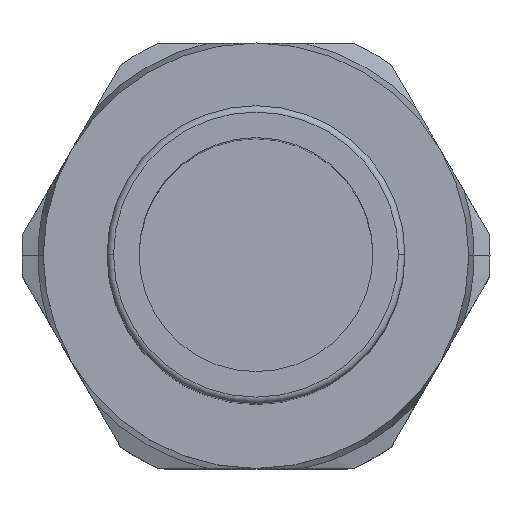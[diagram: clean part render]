
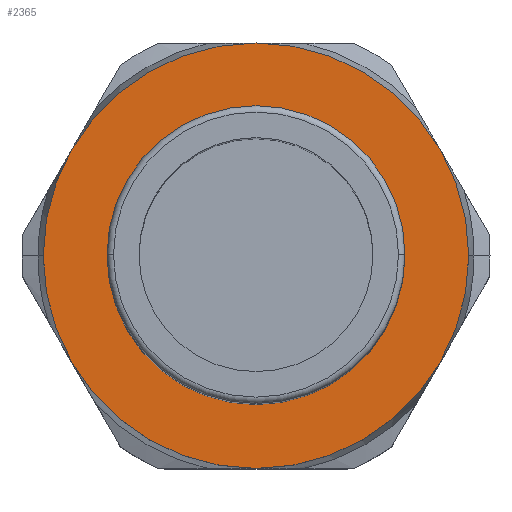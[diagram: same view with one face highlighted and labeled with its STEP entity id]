
A CAD part, top view. The second image highlights one B-rep face of the part: STEP entity #2365.
In plain terms, the highlighted planar face has unit normal (0, 0, 1).
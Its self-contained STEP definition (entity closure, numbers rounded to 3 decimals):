
#143=CARTESIAN_POINT('',(-10.,0.0,-6.6));
#144=VERTEX_POINT('',#143);
#187=CARTESIAN_POINT('',(10.,0.,-6.6));
#188=VERTEX_POINT('',#187);
#195=CARTESIAN_POINT('',(0.,0.0,-6.6));
#196=DIRECTION('',(0.0,0.0,1.0));
#197=DIRECTION('',(-1.0,0.0,0.0));
#198=AXIS2_PLACEMENT_3D('',#195,#196,#197);
#199=CIRCLE('',#198,10.);
#200=EDGE_CURVE('',#144,#188,#199,.T.);
#210=CARTESIAN_POINT('',(-7.,0.0,-6.6));
#211=VERTEX_POINT('',#210);
#220=CARTESIAN_POINT('',(7.,0.,-6.6));
#221=VERTEX_POINT('',#220);
#222=CARTESIAN_POINT('',(0.,0.0,-6.6));
#223=DIRECTION('',(0.0,0.0,1.0));
#224=DIRECTION('',(-1.0,0.0,0.0));
#225=AXIS2_PLACEMENT_3D('',#222,#223,#224);
#226=CIRCLE('',#225,7.);
#227=EDGE_CURVE('',#211,#221,#226,.T.);
#2321=CARTESIAN_POINT('',(0.,0.0,-6.6));
#2322=DIRECTION('',(0.0,0.0,1.0));
#2323=DIRECTION('',(-1.0,0.0,0.0));
#2324=AXIS2_PLACEMENT_3D('',#2321,#2322,#2323);
#2325=CIRCLE('',#2324,7.);
#2326=EDGE_CURVE('',#221,#211,#2325,.T.);
#2337=CARTESIAN_POINT('',(0.,0.0,-6.6));
#2338=DIRECTION('',(0.0,0.0,1.0));
#2339=DIRECTION('',(-1.0,0.0,0.0));
#2340=AXIS2_PLACEMENT_3D('',#2337,#2338,#2339);
#2341=CIRCLE('',#2340,10.);
#2342=EDGE_CURVE('',#188,#144,#2341,.T.);
#2352=CARTESIAN_POINT('',(-8.5,0.0,-6.6));
#2353=DIRECTION('',(0.0,0.0,1.0));
#2354=DIRECTION('',(1.0,0.0,0.0));
#2355=AXIS2_PLACEMENT_3D('',#2352,#2353,#2354);
#2356=PLANE('',#2355);
#2357=ORIENTED_EDGE('',*,*,#200,.T.);
#2358=ORIENTED_EDGE('',*,*,#2342,.T.);
#2359=EDGE_LOOP('',(#2357,#2358));
#2360=FACE_OUTER_BOUND('',#2359,.T.);
#2361=ORIENTED_EDGE('',*,*,#227,.F.);
#2362=ORIENTED_EDGE('',*,*,#2326,.F.);
#2363=EDGE_LOOP('',(#2361,#2362));
#2364=FACE_BOUND('',#2363,.T.);
#2365=ADVANCED_FACE('',(#2360,#2364),#2356,.T.);
